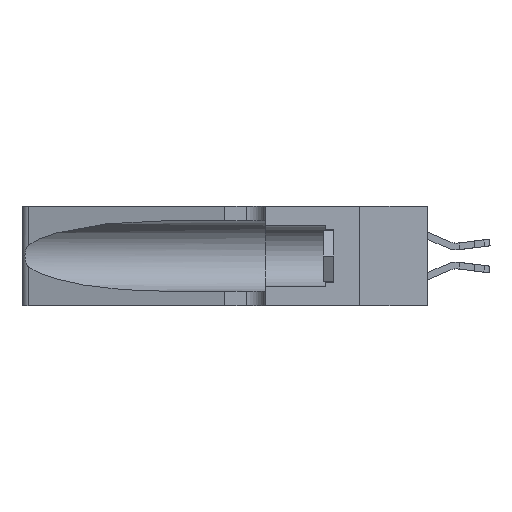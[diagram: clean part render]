
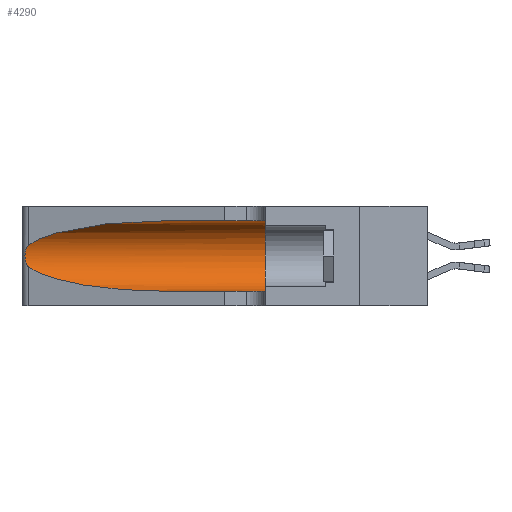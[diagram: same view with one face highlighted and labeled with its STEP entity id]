
A CAD part, left-side view. The second image highlights one B-rep face of the part: STEP entity #4290.
In plain terms, the highlighted cylindrical face has radius 3.308 mm (diameter 6.617 mm), a partial arc.
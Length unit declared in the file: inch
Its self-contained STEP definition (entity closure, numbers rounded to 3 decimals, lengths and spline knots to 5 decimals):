
#311 = AXIS2_PLACEMENT_3D ( 'NONE', #9555, #6104, #6175 ) ;
#373 = DIRECTION ( 'NONE',  ( 0., -1., 0. ) ) ;
#899 = CARTESIAN_POINT ( 'NONE',  ( 0.25555, 1.22993, 0.14849 ) ) ;
#908 = CIRCLE ( 'NONE', #6620, 0.13025 ) ;
#1054 = CARTESIAN_POINT ( 'NONE',  ( 0.25854, 1.2359, 0.20912 ) ) ;
#1974 = B_SPLINE_CURVE_WITH_KNOTS ( 'NONE', 3,
 ( #4499, #9549, #11101, #19660, #1054, #9256, #16291, #17963, #21145, #4276, #2671, #12600, #899, #12833 ),
 .UNSPECIFIED., .F., .F.,
 ( 4, 2, 2, 2, 2, 2, 4 ),
 ( 0., 0.00027, 0.00053, 0.00107, 0.0016, 0.00187, 0.00214 ),
 .UNSPECIFIED. ) ;
#2671 = CARTESIAN_POINT ( 'NONE',  ( 0.25789, 1.23486, 0.15765 ) ) ;
#3146 = EDGE_CURVE ( 'NONE', #15511, #6296, #18044, .T. ) ;
#3525 = VECTOR ( 'NONE', #12562, 39.37008 ) ;
#3602 =( BOUNDED_CURVE ( )  B_SPLINE_CURVE ( 3, ( #11954, #12241, #3855, #15639 ),
 .UNSPECIFIED., .F., .F. ) 
 B_SPLINE_CURVE_WITH_KNOTS ( ( 4, 4 ),
 ( 1.5708, 2.84003 ),
 .UNSPECIFIED. ) 
 CURVE ( )  GEOMETRIC_REPRESENTATION_ITEM ( )  RATIONAL_B_SPLINE_CURVE ( ( 1., 0.87, 0.87, 1. ) ) 
 REPRESENTATION_ITEM ( '' )  );
#3855 = CARTESIAN_POINT ( 'NONE',  ( 0.2373, 1.15595, 0.28018 ) ) ;
#4276 = CARTESIAN_POINT ( 'NONE',  ( 0.25856, 1.23593, 0.16098 ) ) ;
#4290 = ADVANCED_FACE ( 'NONE', ( #13517 ), #18748, .F. ) ;
#4499 = CARTESIAN_POINT ( 'NONE',  ( 0.25487, 1.22718, 0.22369 ) ) ;
#4830 = ORIENTED_EDGE ( 'NONE', *, *, #18236, .T. ) ;
#4894 = CARTESIAN_POINT ( 'NONE',  ( 0.1305, 0.72297, 0.05475 ) ) ;
#4929 = DIRECTION ( 'NONE',  ( 0., 0., 1. ) ) ;
#5742 = LINE ( 'NONE', #14011, #12069 ) ;
#5856 = CARTESIAN_POINT ( 'NONE',  ( 0.1305, 0.35, 0.05475 ) ) ;
#6104 = DIRECTION ( 'NONE',  ( 0., -1., 0. ) ) ;
#6175 = DIRECTION ( 'NONE',  ( 0., 0., -1. ) ) ;
#6296 = VERTEX_POINT ( 'NONE', #13867 ) ;
#6620 = AXIS2_PLACEMENT_3D ( 'NONE', #11703, #8445, #4929 ) ;
#7228 = EDGE_CURVE ( 'NONE', #6296, #9631, #5742, .T. ) ;
#8046 = ORIENTED_EDGE ( 'NONE', *, *, #14474, .T. ) ;
#8409 = ORIENTED_EDGE ( 'NONE', *, *, #3146, .T. ) ;
#8445 = DIRECTION ( 'NONE',  ( 0., 1., 0. ) ) ;
#9256 = CARTESIAN_POINT ( 'NONE',  ( 0.26018, 1.23835, 0.19895 ) ) ;
#9468 = ORIENTED_EDGE ( 'NONE', *, *, #13558, .F. ) ;
#9549 = CARTESIAN_POINT ( 'NONE',  ( 0.25555, 1.22994, 0.2215 ) ) ;
#9555 = CARTESIAN_POINT ( 'NONE',  ( 0.1305, 1.61858, 0.185 ) ) ;
#9631 = VERTEX_POINT ( 'NONE', #5856 ) ;
#9798 = CARTESIAN_POINT ( 'NONE',  ( 0.1305, 0.35, 0.31525 ) ) ;
#11101 = CARTESIAN_POINT ( 'NONE',  ( 0.25639, 1.23184, 0.21858 ) ) ;
#11134 = CARTESIAN_POINT ( 'NONE',  ( 0.2373, 1.15595, 0.08982 ) ) ;
#11526 = CARTESIAN_POINT ( 'NONE',  ( 0.18966, 0.96281, 0.05475 ) ) ;
#11703 = CARTESIAN_POINT ( 'NONE',  ( 0.1305, 0.35, 0.185 ) ) ;
#11954 = CARTESIAN_POINT ( 'NONE',  ( 0.1305, 0.72297, 0.31525 ) ) ;
#11960 = LINE ( 'NONE', #15891, #3525 ) ;
#12069 = VECTOR ( 'NONE', #373, 39.37008 ) ;
#12241 = CARTESIAN_POINT ( 'NONE',  ( 0.18966, 0.96281, 0.31525 ) ) ;
#12562 = DIRECTION ( 'NONE',  ( 0., -1., 0. ) ) ;
#12600 = CARTESIAN_POINT ( 'NONE',  ( 0.25639, 1.23186, 0.15144 ) ) ;
#12833 = CARTESIAN_POINT ( 'NONE',  ( 0.25487, 1.22718, 0.14631 ) ) ;
#13517 = FACE_OUTER_BOUND ( 'NONE', #14410, .T. ) ;
#13558 = EDGE_CURVE ( 'NONE', #21583, #14650, #11960, .T. ) ;
#13867 = CARTESIAN_POINT ( 'NONE',  ( 0.1305, 0.72297, 0.05475 ) ) ;
#14011 = CARTESIAN_POINT ( 'NONE',  ( 0.1305, 1.61858, 0.05475 ) ) ;
#14165 = CARTESIAN_POINT ( 'NONE',  ( 0.1305, 0.72297, 0.31525 ) ) ;
#14313 = ORIENTED_EDGE ( 'NONE', *, *, #7228, .T. ) ;
#14410 = EDGE_LOOP ( 'NONE', ( #8046, #4830, #8409, #14313, #18892, #9468 ) ) ;
#14474 = EDGE_CURVE ( 'NONE', #21583, #15998, #3602, .T. ) ;
#14650 = VERTEX_POINT ( 'NONE', #9798 ) ;
#15511 = VERTEX_POINT ( 'NONE', #17478 ) ;
#15639 = CARTESIAN_POINT ( 'NONE',  ( 0.25487, 1.22718, 0.22369 ) ) ;
#15891 = CARTESIAN_POINT ( 'NONE',  ( 0.1305, 1.61858, 0.31525 ) ) ;
#15998 = VERTEX_POINT ( 'NONE', #19292 ) ;
#16291 = CARTESIAN_POINT ( 'NONE',  ( 0.26075, 1.23896, 0.19203 ) ) ;
#17478 = CARTESIAN_POINT ( 'NONE',  ( 0.25487, 1.22718, 0.14631 ) ) ;
#17963 = CARTESIAN_POINT ( 'NONE',  ( 0.26075, 1.23896, 0.178 ) ) ;
#18044 =( BOUNDED_CURVE ( )  B_SPLINE_CURVE ( 3, ( #20058, #11134, #11526, #4894 ),
 .UNSPECIFIED., .F., .F. ) 
 B_SPLINE_CURVE_WITH_KNOTS ( ( 4, 4 ),
 ( 3.44316, 4.71239 ),
 .UNSPECIFIED. ) 
 CURVE ( )  GEOMETRIC_REPRESENTATION_ITEM ( )  RATIONAL_B_SPLINE_CURVE ( ( 1., 0.87, 0.87, 1. ) ) 
 REPRESENTATION_ITEM ( '' )  );
#18236 = EDGE_CURVE ( 'NONE', #15998, #15511, #1974, .T. ) ;
#18748 = CYLINDRICAL_SURFACE ( 'NONE', #311, 0.13025 ) ;
#18892 = ORIENTED_EDGE ( 'NONE', *, *, #20226, .F. ) ;
#19292 = CARTESIAN_POINT ( 'NONE',  ( 0.25487, 1.22718, 0.22369 ) ) ;
#19660 = CARTESIAN_POINT ( 'NONE',  ( 0.25787, 1.23484, 0.2124 ) ) ;
#20058 = CARTESIAN_POINT ( 'NONE',  ( 0.25487, 1.22718, 0.14631 ) ) ;
#20226 = EDGE_CURVE ( 'NONE', #14650, #9631, #908, .T. ) ;
#21145 = CARTESIAN_POINT ( 'NONE',  ( 0.26017, 1.23833, 0.17102 ) ) ;
#21583 = VERTEX_POINT ( 'NONE', #14165 ) ;
